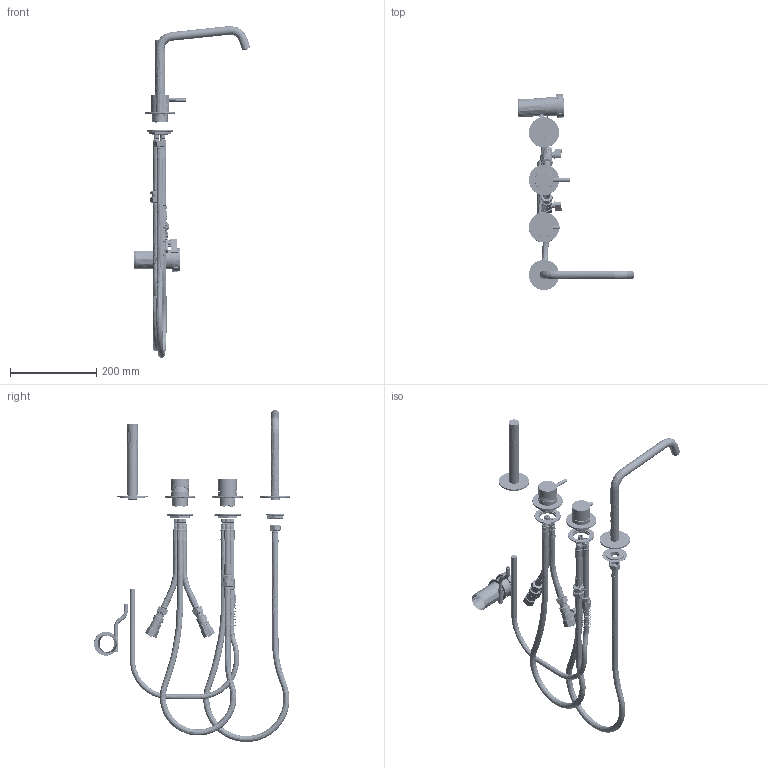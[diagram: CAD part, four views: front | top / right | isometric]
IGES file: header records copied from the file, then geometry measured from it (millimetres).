
Start section: C
Global section: file name: AR085.igs; native system: By Siemens PLM Incorporated; preprocessor: XPlus GENERIC/IGES 21.0.46; author: Author; organization: Title; date: 20221212.165324; units: millimetre
Bounding box: 270.7 x 454.66 x 768.2 mm (x, y, z)
Surface area: 585020 mm2 (no closed solid volume)
Topology: 0 solids, 1 shells, 3889 faces, 23486 edges, 23405 vertices
Faces by surface type: bspline 3889
